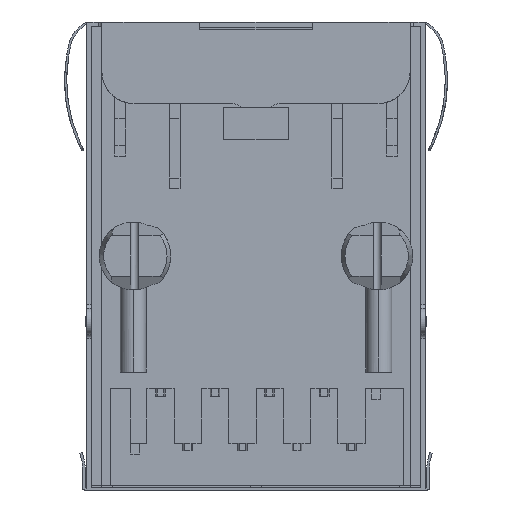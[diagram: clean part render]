
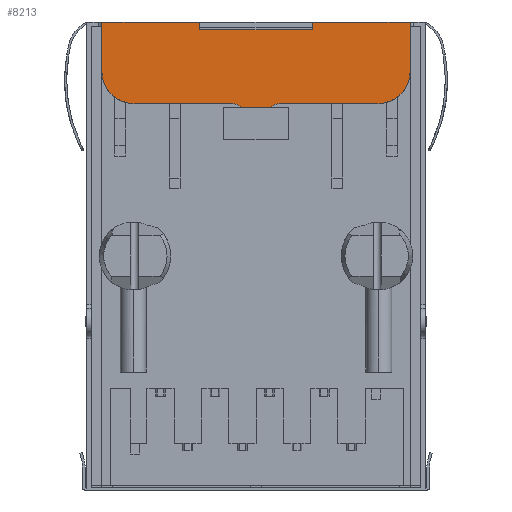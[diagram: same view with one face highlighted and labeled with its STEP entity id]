
A CAD part, front view. The second image highlights one B-rep face of the part: STEP entity #8213.
In plain terms, the highlighted planar face has unit normal (0, -1, 0).
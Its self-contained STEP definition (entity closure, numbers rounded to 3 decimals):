
#700 = CARTESIAN_POINT ( 'NONE',  ( -0.689, -6.525, 6.9 ) ) ;
#1127 = CARTESIAN_POINT ( 'NONE',  ( -2.625, -6.525, 10.54 ) ) ;
#1180 = CARTESIAN_POINT ( 'NONE',  ( 2.625, -6.525, 10.89 ) ) ;
#1390 = ORIENTED_EDGE ( 'NONE', *, *, #18612, .T. ) ;
#1583 = AXIS2_PLACEMENT_3D ( 'NONE', #14994, #23458, #10747 ) ;
#1657 = CARTESIAN_POINT ( 'NONE',  ( -5.675, -6.525, 7.09 ) ) ;
#2004 = EDGE_CURVE ( 'NONE', #11733, #27295, #16454, .T. ) ;
#2072 = EDGE_CURVE ( 'NONE', #10663, #17368, #4996, .T. ) ;
#2192 = DIRECTION ( 'NONE',  ( 0., 0., -1. ) ) ;
#2304 = CARTESIAN_POINT ( 'NONE',  ( 5.675, -6.525, 8.59 ) ) ;
#2489 = DIRECTION ( 'NONE',  ( 0., -1., 0. ) ) ;
#2611 = LINE ( 'NONE', #1127, #12687 ) ;
#2717 = VECTOR ( 'NONE', #14685, 1000. ) ;
#2751 = EDGE_LOOP ( 'NONE', ( #27576, #21894, #17140, #25864, #5965, #16973, #12668, #16310, #25236, #6352, #1390, #11494, #7653, #14969 ) ) ;
#2896 = CARTESIAN_POINT ( 'NONE',  ( 5.675, -6.525, 7.09 ) ) ;
#2980 = CARTESIAN_POINT ( 'NONE',  ( 1.079, -6.525, 7.09 ) ) ;
#3854 = CIRCLE ( 'NONE', #1583, 1.5 ) ;
#4529 = DIRECTION ( 'NONE',  ( 0., 0., 1. ) ) ;
#4748 = EDGE_CURVE ( 'NONE', #13343, #11733, #24717, .T. ) ;
#4996 = LINE ( 'NONE', #13549, #16766 ) ;
#5296 = DIRECTION ( 'NONE',  ( 1., 0., 0. ) ) ;
#5363 = EDGE_CURVE ( 'NONE', #27295, #6728, #3854, .T. ) ;
#5585 = VERTEX_POINT ( 'NONE', #15825 ) ;
#5965 = ORIENTED_EDGE ( 'NONE', *, *, #8143, .T. ) ;
#6117 = DIRECTION ( 'NONE',  ( 1., 0., 0. ) ) ;
#6352 = ORIENTED_EDGE ( 'NONE', *, *, #17473, .T. ) ;
#6728 = VERTEX_POINT ( 'NONE', #1657 ) ;
#6931 = VERTEX_POINT ( 'NONE', #700 ) ;
#7627 = CIRCLE ( 'NONE', #16989, 0.504 ) ;
#7653 = ORIENTED_EDGE ( 'NONE', *, *, #15206, .T. ) ;
#8106 = CARTESIAN_POINT ( 'NONE',  ( -0.689, -6.525, 6.9 ) ) ;
#8143 = EDGE_CURVE ( 'NONE', #6728, #5585, #27128, .T. ) ;
#8213 = ADVANCED_FACE ( 'NONE', ( #25483 ), #27723, .T. ) ;
#8916 = DIRECTION ( 'NONE',  ( 0., 0., -1. ) ) ;
#8999 = VERTEX_POINT ( 'NONE', #26063 ) ;
#9048 = DIRECTION ( 'NONE',  ( 0., 0., -1. ) ) ;
#9264 = VERTEX_POINT ( 'NONE', #18665 ) ;
#9466 = EDGE_CURVE ( 'NONE', #5585, #6931, #7627, .T. ) ;
#9634 = EDGE_CURVE ( 'NONE', #10417, #9264, #2611, .T. ) ;
#9846 = DIRECTION ( 'NONE',  ( -1., 0., 0. ) ) ;
#10380 = LINE ( 'NONE', #8106, #23789 ) ;
#10417 = VERTEX_POINT ( 'NONE', #15431 ) ;
#10663 = VERTEX_POINT ( 'NONE', #22307 ) ;
#10747 = DIRECTION ( 'NONE',  ( 0., 0., -1. ) ) ;
#11494 = ORIENTED_EDGE ( 'NONE', *, *, #2072, .T. ) ;
#11733 = VERTEX_POINT ( 'NONE', #16245 ) ;
#11752 = VERTEX_POINT ( 'NONE', #26891 ) ;
#12668 = ORIENTED_EDGE ( 'NONE', *, *, #17498, .T. ) ;
#12687 = VECTOR ( 'NONE', #9846, 1000. ) ;
#12727 = EDGE_CURVE ( 'NONE', #9264, #13343, #16532, .T. ) ;
#12790 = AXIS2_PLACEMENT_3D ( 'NONE', #18317, #15988, #22413 ) ;
#12989 = CARTESIAN_POINT ( 'NONE',  ( 2.625, -6.525, 10.89 ) ) ;
#13343 = VERTEX_POINT ( 'NONE', #13722 ) ;
#13419 = CIRCLE ( 'NONE', #12790, 0.504 ) ;
#13549 = CARTESIAN_POINT ( 'NONE',  ( 2.625, -6.525, 10.89 ) ) ;
#13639 = DIRECTION ( 'NONE',  ( -1., 0., 0. ) ) ;
#13684 = VECTOR ( 'NONE', #13639, 1000. ) ;
#13704 = DIRECTION ( 'NONE',  ( 0., 0., -1. ) ) ;
#13722 = CARTESIAN_POINT ( 'NONE',  ( -2.625, -6.525, 10.89 ) ) ;
#14685 = DIRECTION ( 'NONE',  ( 1., 0., 0. ) ) ;
#14969 = ORIENTED_EDGE ( 'NONE', *, *, #9634, .T. ) ;
#14994 = CARTESIAN_POINT ( 'NONE',  ( -5.675, -6.525, 8.59 ) ) ;
#15206 = EDGE_CURVE ( 'NONE', #17368, #10417, #17965, .T. ) ;
#15431 = CARTESIAN_POINT ( 'NONE',  ( 2.625, -6.525, 10.54 ) ) ;
#15518 = LINE ( 'NONE', #2980, #23174 ) ;
#15534 = AXIS2_PLACEMENT_3D ( 'NONE', #21484, #16994, #2192 ) ;
#15825 = CARTESIAN_POINT ( 'NONE',  ( -1.079, -6.525, 7.09 ) ) ;
#15988 = DIRECTION ( 'NONE',  ( 0., 1., 0. ) ) ;
#16245 = CARTESIAN_POINT ( 'NONE',  ( -7.175, -6.525, 10.89 ) ) ;
#16310 = ORIENTED_EDGE ( 'NONE', *, *, #17716, .T. ) ;
#16454 = LINE ( 'NONE', #21752, #23455 ) ;
#16532 = LINE ( 'NONE', #22336, #18537 ) ;
#16716 = AXIS2_PLACEMENT_3D ( 'NONE', #2304, #2489, #9048 ) ;
#16766 = VECTOR ( 'NONE', #19911, 1000. ) ;
#16973 = ORIENTED_EDGE ( 'NONE', *, *, #9466, .T. ) ;
#16989 = AXIS2_PLACEMENT_3D ( 'NONE', #17998, #24338, #13704 ) ;
#16994 = DIRECTION ( 'NONE',  ( 0., -1., 0. ) ) ;
#17140 = ORIENTED_EDGE ( 'NONE', *, *, #2004, .T. ) ;
#17368 = VERTEX_POINT ( 'NONE', #1180 ) ;
#17473 = EDGE_CURVE ( 'NONE', #23108, #22123, #22125, .T. ) ;
#17498 = EDGE_CURVE ( 'NONE', #6931, #8999, #10380, .T. ) ;
#17716 = EDGE_CURVE ( 'NONE', #8999, #11752, #13419, .T. ) ;
#17965 = LINE ( 'NONE', #12989, #21361 ) ;
#17998 = CARTESIAN_POINT ( 'NONE',  ( -1.083, -6.525, 6.586 ) ) ;
#18317 = CARTESIAN_POINT ( 'NONE',  ( 1.083, -6.525, 6.586 ) ) ;
#18537 = VECTOR ( 'NONE', #22158, 1000. ) ;
#18612 = EDGE_CURVE ( 'NONE', #22123, #10663, #20292, .T. ) ;
#18665 = CARTESIAN_POINT ( 'NONE',  ( -2.625, -6.525, 10.54 ) ) ;
#19911 = DIRECTION ( 'NONE',  ( -1., 0., 0. ) ) ;
#20292 = LINE ( 'NONE', #25725, #26627 ) ;
#21361 = VECTOR ( 'NONE', #23647, 1000. ) ;
#21484 = CARTESIAN_POINT ( 'NONE',  ( 5.675, -6.525, 8.59 ) ) ;
#21752 = CARTESIAN_POINT ( 'NONE',  ( -7.175, -6.525, 10.69 ) ) ;
#21894 = ORIENTED_EDGE ( 'NONE', *, *, #4748, .T. ) ;
#22123 = VERTEX_POINT ( 'NONE', #24936 ) ;
#22125 = CIRCLE ( 'NONE', #16716, 1.5 ) ;
#22158 = DIRECTION ( 'NONE',  ( 0., 0., 1. ) ) ;
#22307 = CARTESIAN_POINT ( 'NONE',  ( 7.175, -6.525, 10.89 ) ) ;
#22336 = CARTESIAN_POINT ( 'NONE',  ( -2.625, -6.525, 10.89 ) ) ;
#22413 = DIRECTION ( 'NONE',  ( 0., 0., -1. ) ) ;
#23108 = VERTEX_POINT ( 'NONE', #2896 ) ;
#23174 = VECTOR ( 'NONE', #5296, 1000. ) ;
#23236 = CARTESIAN_POINT ( 'NONE',  ( -5.675, -6.525, 7.09 ) ) ;
#23455 = VECTOR ( 'NONE', #8916, 1000. ) ;
#23458 = DIRECTION ( 'NONE',  ( 0., -1., 0. ) ) ;
#23647 = DIRECTION ( 'NONE',  ( 0., 0., -1. ) ) ;
#23789 = VECTOR ( 'NONE', #6117, 1000. ) ;
#24338 = DIRECTION ( 'NONE',  ( 0., 1., 0. ) ) ;
#24717 = LINE ( 'NONE', #26720, #13684 ) ;
#24936 = CARTESIAN_POINT ( 'NONE',  ( 7.175, -6.525, 8.59 ) ) ;
#25236 = ORIENTED_EDGE ( 'NONE', *, *, #26033, .T. ) ;
#25483 = FACE_OUTER_BOUND ( 'NONE', #2751, .T. ) ;
#25725 = CARTESIAN_POINT ( 'NONE',  ( 7.175, -6.525, 8.59 ) ) ;
#25864 = ORIENTED_EDGE ( 'NONE', *, *, #5363, .T. ) ;
#26033 = EDGE_CURVE ( 'NONE', #11752, #23108, #15518, .T. ) ;
#26063 = CARTESIAN_POINT ( 'NONE',  ( 0.689, -6.525, 6.9 ) ) ;
#26627 = VECTOR ( 'NONE', #4529, 1000. ) ;
#26720 = CARTESIAN_POINT ( 'NONE',  ( -7.175, -6.525, 10.89 ) ) ;
#26891 = CARTESIAN_POINT ( 'NONE',  ( 1.079, -6.525, 7.09 ) ) ;
#27128 = LINE ( 'NONE', #23236, #2717 ) ;
#27295 = VERTEX_POINT ( 'NONE', #27753 ) ;
#27576 = ORIENTED_EDGE ( 'NONE', *, *, #12727, .T. ) ;
#27723 = PLANE ( 'NONE',  #15534 ) ;
#27753 = CARTESIAN_POINT ( 'NONE',  ( -7.175, -6.525, 8.59 ) ) ;
